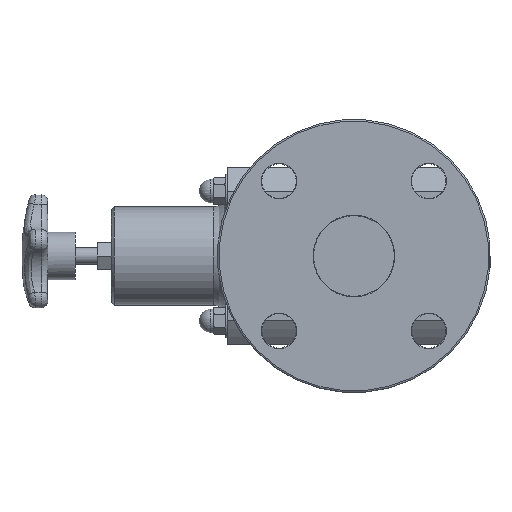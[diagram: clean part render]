
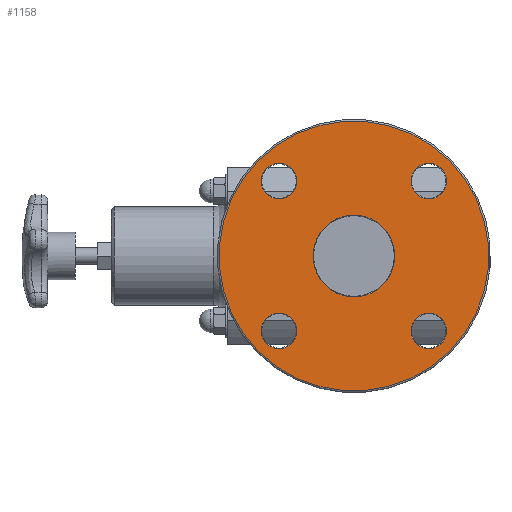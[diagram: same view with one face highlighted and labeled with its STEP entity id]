
A CAD part, left-side view. The second image highlights one B-rep face of the part: STEP entity #1158.
In plain terms, the highlighted planar face has unit normal (-1, 0, 0).
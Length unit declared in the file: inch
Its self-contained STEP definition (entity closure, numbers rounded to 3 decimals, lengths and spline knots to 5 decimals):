
#1052=CARTESIAN_POINT('',(-4.04,3.43355,1.74655));
#1053=VERTEX_POINT('',#1052);
#1054=CARTESIAN_POINT('',(-4.04,1.687,0.));
#1055=DIRECTION('',(1.0,0.,0.));
#1056=DIRECTION('',(0.,-0.707,-0.707));
#1057=AXIS2_PLACEMENT_3D('',#1054,#1055,#1056);
#1058=CIRCLE('',#1057,2.47);
#1059=EDGE_CURVE('',#1053,#1053,#1058,.T.);
#1095=CARTESIAN_POINT('',(-4.04,2.83181,1.14481));
#1096=DIRECTION('',(-1.0,0.0,0.0));
#1097=DIRECTION('',(0.0,-0.707,0.707));
#1098=AXIS2_PLACEMENT_3D('',#1095,#1096,#1097);
#1099=PLANE('',#1098);
#1100=ORIENTED_EDGE('',*,*,#1059,.F.);
#1101=EDGE_LOOP('',(#1100));
#1102=FACE_OUTER_BOUND('',#1101,.T.);
#1103=CARTESIAN_POINT('',(-4.04,0.08717,-1.14021));
#1104=VERTEX_POINT('',#1103);
#1105=CARTESIAN_POINT('',(-4.04,0.31698,-1.37002));
#1106=DIRECTION('',(-1.0,0.,0.));
#1107=DIRECTION('',(0.,0.707,-0.707));
#1108=AXIS2_PLACEMENT_3D('',#1105,#1106,#1107);
#1109=CIRCLE('',#1108,0.325);
#1110=EDGE_CURVE('',#1104,#1104,#1109,.T.);
#1111=ORIENTED_EDGE('',*,*,#1110,.F.);
#1112=EDGE_LOOP('',(#1111));
#1113=FACE_BOUND('',#1112,.T.);
#1114=CARTESIAN_POINT('',(-4.04,2.82721,-1.59983));
#1115=VERTEX_POINT('',#1114);
#1116=CARTESIAN_POINT('',(-4.04,3.05702,-1.37002));
#1117=DIRECTION('',(-1.0,0.,0.));
#1118=DIRECTION('',(0.,0.707,0.707));
#1119=AXIS2_PLACEMENT_3D('',#1116,#1117,#1118);
#1120=CIRCLE('',#1119,0.325);
#1121=EDGE_CURVE('',#1115,#1115,#1120,.T.);
#1122=ORIENTED_EDGE('',*,*,#1121,.F.);
#1123=EDGE_LOOP('',(#1122));
#1124=FACE_BOUND('',#1123,.T.);
#1125=CARTESIAN_POINT('',(-4.04,3.28683,1.14021));
#1126=VERTEX_POINT('',#1125);
#1127=CARTESIAN_POINT('',(-4.04,3.05702,1.37002));
#1128=DIRECTION('',(-1.0,0.,0.));
#1129=DIRECTION('',(0.,-0.707,0.707));
#1130=AXIS2_PLACEMENT_3D('',#1127,#1128,#1129);
#1131=CIRCLE('',#1130,0.325);
#1132=EDGE_CURVE('',#1126,#1126,#1131,.T.);
#1133=ORIENTED_EDGE('',*,*,#1132,.F.);
#1134=EDGE_LOOP('',(#1133));
#1135=FACE_BOUND('',#1134,.T.);
#1136=CARTESIAN_POINT('',(-4.04,2.21592,0.52892));
#1137=VERTEX_POINT('',#1136);
#1138=CARTESIAN_POINT('',(-4.04,1.687,0.));
#1139=DIRECTION('',(-1.0,0.,0.));
#1140=DIRECTION('',(0.,-0.707,-0.707));
#1141=AXIS2_PLACEMENT_3D('',#1138,#1139,#1140);
#1142=CIRCLE('',#1141,0.748);
#1143=EDGE_CURVE('',#1137,#1137,#1142,.T.);
#1144=ORIENTED_EDGE('',*,*,#1143,.F.);
#1145=EDGE_LOOP('',(#1144));
#1146=FACE_BOUND('',#1145,.T.);
#1147=CARTESIAN_POINT('',(-4.04,0.54679,1.59983));
#1148=VERTEX_POINT('',#1147);
#1149=CARTESIAN_POINT('',(-4.04,0.31698,1.37002));
#1150=DIRECTION('',(-1.0,0.,0.));
#1151=DIRECTION('',(0.,-0.707,-0.707));
#1152=AXIS2_PLACEMENT_3D('',#1149,#1150,#1151);
#1153=CIRCLE('',#1152,0.325);
#1154=EDGE_CURVE('',#1148,#1148,#1153,.T.);
#1155=ORIENTED_EDGE('',*,*,#1154,.F.);
#1156=EDGE_LOOP('',(#1155));
#1157=FACE_BOUND('',#1156,.T.);
#1158=ADVANCED_FACE('',(#1102,#1113,#1124,#1135,#1146,#1157),#1099,.T.);
